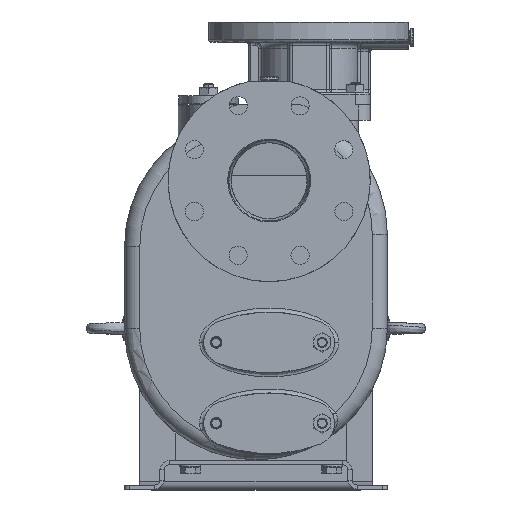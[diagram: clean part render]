
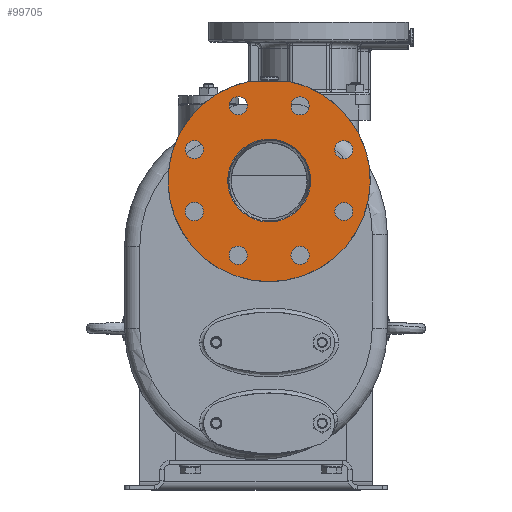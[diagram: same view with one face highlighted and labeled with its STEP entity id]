
A CAD part, top view. The second image highlights one B-rep face of the part: STEP entity #99705.
In plain terms, the highlighted planar face has unit normal (0, 0, 1).
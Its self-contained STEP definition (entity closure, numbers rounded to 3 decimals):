
#12998=DIRECTION('',(1.,0.,0.));
#12999=VECTOR('',#12998,39.799);
#13000=CARTESIAN_POINT('',(-6.9,373.,173.));
#13001=LINE('',#13000,#12999);
#13002=CARTESIAN_POINT('',(13.,275.,173.));
#13003=DIRECTION('',(0.,0.,1.));
#13004=DIRECTION('',(1.,0.,0.));
#13005=AXIS2_PLACEMENT_3D('',#13002,#13003,#13004);
#13007=CARTESIAN_POINT('',(13.,275.,173.));
#13008=DIRECTION('',(0.,0.,1.));
#13009=DIRECTION('',(-1.,0.,0.));
#13010=AXIS2_PLACEMENT_3D('',#13007,#13008,#13009);
#13012=CARTESIAN_POINT('',(86.91,305.615,173.));
#13013=DIRECTION('',(0.,0.,1.));
#13014=DIRECTION('',(1.,0.,0.));
#13015=AXIS2_PLACEMENT_3D('',#13012,#13013,#13014);
#13017=CARTESIAN_POINT('',(86.91,305.615,173.));
#13018=DIRECTION('',(0.,0.,1.));
#13019=DIRECTION('',(-1.,0.,0.));
#13020=AXIS2_PLACEMENT_3D('',#13017,#13018,#13019);
#13022=CARTESIAN_POINT('',(43.615,348.91,173.));
#13023=DIRECTION('',(0.,0.,1.));
#13024=DIRECTION('',(0.707,0.707,0.));
#13025=AXIS2_PLACEMENT_3D('',#13022,#13023,#13024);
#13027=CARTESIAN_POINT('',(43.615,348.91,173.));
#13028=DIRECTION('',(0.,0.,1.));
#13029=DIRECTION('',(-0.707,-0.707,0.));
#13030=AXIS2_PLACEMENT_3D('',#13027,#13028,#13029);
#13032=CARTESIAN_POINT('',(-17.615,348.91,173.));
#13033=DIRECTION('',(0.,0.,1.));
#13034=DIRECTION('',(0.,1.,0.));
#13035=AXIS2_PLACEMENT_3D('',#13032,#13033,#13034);
#13037=CARTESIAN_POINT('',(-17.615,348.91,173.));
#13038=DIRECTION('',(0.,0.,1.));
#13039=DIRECTION('',(0.,-1.,0.));
#13040=AXIS2_PLACEMENT_3D('',#13037,#13038,#13039);
#13042=CARTESIAN_POINT('',(-60.91,305.615,173.));
#13043=DIRECTION('',(0.,0.,1.));
#13044=DIRECTION('',(-0.707,0.707,0.));
#13045=AXIS2_PLACEMENT_3D('',#13042,#13043,#13044);
#13047=CARTESIAN_POINT('',(-60.91,305.615,173.));
#13048=DIRECTION('',(0.,0.,1.));
#13049=DIRECTION('',(0.707,-0.707,0.));
#13050=AXIS2_PLACEMENT_3D('',#13047,#13048,#13049);
#13052=CARTESIAN_POINT('',(-60.91,244.385,173.));
#13053=DIRECTION('',(0.,0.,1.));
#13054=DIRECTION('',(-1.,0.,0.));
#13055=AXIS2_PLACEMENT_3D('',#13052,#13053,#13054);
#13057=CARTESIAN_POINT('',(-60.91,244.385,173.));
#13058=DIRECTION('',(0.,0.,1.));
#13059=DIRECTION('',(1.,0.,0.));
#13060=AXIS2_PLACEMENT_3D('',#13057,#13058,#13059);
#13062=CARTESIAN_POINT('',(-17.615,201.09,173.));
#13063=DIRECTION('',(0.,0.,1.));
#13064=DIRECTION('',(-0.707,-0.707,0.));
#13065=AXIS2_PLACEMENT_3D('',#13062,#13063,#13064);
#13067=CARTESIAN_POINT('',(-17.615,201.09,173.));
#13068=DIRECTION('',(0.,0.,1.));
#13069=DIRECTION('',(0.707,0.707,0.));
#13070=AXIS2_PLACEMENT_3D('',#13067,#13068,#13069);
#13072=CARTESIAN_POINT('',(43.615,201.09,173.));
#13073=DIRECTION('',(0.,0.,1.));
#13074=DIRECTION('',(0.,-1.,0.));
#13075=AXIS2_PLACEMENT_3D('',#13072,#13073,#13074);
#13077=CARTESIAN_POINT('',(43.615,201.09,173.));
#13078=DIRECTION('',(0.,0.,1.));
#13079=DIRECTION('',(0.,1.,0.));
#13080=AXIS2_PLACEMENT_3D('',#13077,#13078,#13079);
#13082=CARTESIAN_POINT('',(86.91,244.385,173.));
#13083=DIRECTION('',(0.,0.,1.));
#13084=DIRECTION('',(0.707,-0.707,0.));
#13085=AXIS2_PLACEMENT_3D('',#13082,#13083,#13084);
#13087=CARTESIAN_POINT('',(86.91,244.385,173.));
#13088=DIRECTION('',(0.,0.,1.));
#13089=DIRECTION('',(-0.707,0.707,0.));
#13090=AXIS2_PLACEMENT_3D('',#13087,#13088,#13089);
#13101=CARTESIAN_POINT('',(13.,275.,173.));
#13102=DIRECTION('',(0.,0.,1.));
#13103=DIRECTION('',(-0.199,0.98,0.));
#13104=AXIS2_PLACEMENT_3D('',#13101,#13102,#13103);
#75594=CARTESIAN_POINT('',(-6.9,373.,173.));
#75595=CARTESIAN_POINT('',(32.9,373.,173.));
#75596=VERTEX_POINT('',#75594);
#75597=VERTEX_POINT('',#75595);
#75895=CARTESIAN_POINT('',(54.,275.,173.));
#75896=CARTESIAN_POINT('',(-28.,275.,173.));
#75897=VERTEX_POINT('',#75895);
#75898=VERTEX_POINT('',#75896);
#75901=CARTESIAN_POINT('',(95.91,305.615,173.));
#75902=CARTESIAN_POINT('',(77.91,305.615,173.));
#75903=VERTEX_POINT('',#75901);
#75904=VERTEX_POINT('',#75902);
#75909=CARTESIAN_POINT('',(49.979,355.274,173.));
#75910=CARTESIAN_POINT('',(37.251,342.546,173.));
#75911=VERTEX_POINT('',#75909);
#75912=VERTEX_POINT('',#75910);
#75917=CARTESIAN_POINT('',(-17.615,357.91,173.));
#75918=CARTESIAN_POINT('',(-17.615,339.91,173.));
#75919=VERTEX_POINT('',#75917);
#75920=VERTEX_POINT('',#75918);
#75925=CARTESIAN_POINT('',(-67.274,311.979,173.));
#75926=CARTESIAN_POINT('',(-54.546,299.251,173.));
#75927=VERTEX_POINT('',#75925);
#75928=VERTEX_POINT('',#75926);
#75933=CARTESIAN_POINT('',(-69.91,244.385,173.));
#75934=CARTESIAN_POINT('',(-51.91,244.385,173.));
#75935=VERTEX_POINT('',#75933);
#75936=VERTEX_POINT('',#75934);
#75941=CARTESIAN_POINT('',(-23.979,194.726,173.));
#75942=CARTESIAN_POINT('',(-11.251,207.454,173.));
#75943=VERTEX_POINT('',#75941);
#75944=VERTEX_POINT('',#75942);
#75949=CARTESIAN_POINT('',(43.615,192.09,173.));
#75950=CARTESIAN_POINT('',(43.615,210.09,173.));
#75951=VERTEX_POINT('',#75949);
#75952=VERTEX_POINT('',#75950);
#75957=CARTESIAN_POINT('',(93.274,238.021,173.));
#75958=CARTESIAN_POINT('',(80.546,250.749,173.));
#75959=VERTEX_POINT('',#75957);
#75960=VERTEX_POINT('',#75958);
#99642=CARTESIAN_POINT('',(13.,275.,173.));
#99643=DIRECTION('',(0.,0.,1.));
#99644=DIRECTION('',(0.,1.,0.));
#99645=AXIS2_PLACEMENT_3D('',#99642,#99643,#99644);
#99646=PLANE('',#99645);
#99647=ORIENTED_EDGE('',*,*,#97059,.T.);
#99649=ORIENTED_EDGE('',*,*,#99648,.F.);
#99650=EDGE_LOOP('',(#99647,#99649));
#99651=FACE_OUTER_BOUND('',#99650,.F.);
#99653=ORIENTED_EDGE('',*,*,#99652,.T.);
#99655=ORIENTED_EDGE('',*,*,#99654,.T.);
#99656=EDGE_LOOP('',(#99653,#99655));
#99657=FACE_BOUND('',#99656,.F.);
#99658=ORIENTED_EDGE('',*,*,#99632,.T.);
#99660=ORIENTED_EDGE('',*,*,#99659,.T.);
#99661=EDGE_LOOP('',(#99658,#99660));
#99662=FACE_BOUND('',#99661,.F.);
#99664=ORIENTED_EDGE('',*,*,#99663,.T.);
#99666=ORIENTED_EDGE('',*,*,#99665,.T.);
#99667=EDGE_LOOP('',(#99664,#99666));
#99668=FACE_BOUND('',#99667,.F.);
#99670=ORIENTED_EDGE('',*,*,#99669,.T.);
#99672=ORIENTED_EDGE('',*,*,#99671,.T.);
#99673=EDGE_LOOP('',(#99670,#99672));
#99674=FACE_BOUND('',#99673,.F.);
#99676=ORIENTED_EDGE('',*,*,#99675,.T.);
#99678=ORIENTED_EDGE('',*,*,#99677,.T.);
#99679=EDGE_LOOP('',(#99676,#99678));
#99680=FACE_BOUND('',#99679,.F.);
#99682=ORIENTED_EDGE('',*,*,#99681,.T.);
#99684=ORIENTED_EDGE('',*,*,#99683,.T.);
#99685=EDGE_LOOP('',(#99682,#99684));
#99686=FACE_BOUND('',#99685,.F.);
#99688=ORIENTED_EDGE('',*,*,#99687,.T.);
#99690=ORIENTED_EDGE('',*,*,#99689,.T.);
#99691=EDGE_LOOP('',(#99688,#99690));
#99692=FACE_BOUND('',#99691,.F.);
#99694=ORIENTED_EDGE('',*,*,#99693,.T.);
#99696=ORIENTED_EDGE('',*,*,#99695,.T.);
#99697=EDGE_LOOP('',(#99694,#99696));
#99698=FACE_BOUND('',#99697,.F.);
#99700=ORIENTED_EDGE('',*,*,#99699,.T.);
#99702=ORIENTED_EDGE('',*,*,#99701,.T.);
#99703=EDGE_LOOP('',(#99700,#99702));
#99704=FACE_BOUND('',#99703,.F.);
#99705=ADVANCED_FACE('',(#99651,#99657,#99662,#99668,#99674,#99680,#99686,
#99692,#99698,#99704),#99646,.T.);
#13006=CIRCLE('',#13005,41.);
#13011=CIRCLE('',#13010,41.);
#13016=CIRCLE('',#13015,9.);
#13021=CIRCLE('',#13020,9.);
#13026=CIRCLE('',#13025,9.);
#13031=CIRCLE('',#13030,9.);
#13036=CIRCLE('',#13035,9.);
#13041=CIRCLE('',#13040,9.);
#13046=CIRCLE('',#13045,9.);
#13051=CIRCLE('',#13050,9.);
#13056=CIRCLE('',#13055,9.);
#13061=CIRCLE('',#13060,9.);
#13066=CIRCLE('',#13065,9.);
#13071=CIRCLE('',#13070,9.);
#13076=CIRCLE('',#13075,9.);
#13081=CIRCLE('',#13080,9.);
#13086=CIRCLE('',#13085,9.);
#13091=CIRCLE('',#13090,9.);
#13105=CIRCLE('',#13104,100.);
#97059=EDGE_CURVE('',#75596,#75597,#13001,.T.);
#99632=EDGE_CURVE('',#75903,#75904,#13016,.T.);
#99648=EDGE_CURVE('',#75596,#75597,#13105,.T.);
#99652=EDGE_CURVE('',#75897,#75898,#13006,.T.);
#99654=EDGE_CURVE('',#75898,#75897,#13011,.T.);
#99659=EDGE_CURVE('',#75904,#75903,#13021,.T.);
#99663=EDGE_CURVE('',#75911,#75912,#13026,.T.);
#99665=EDGE_CURVE('',#75912,#75911,#13031,.T.);
#99669=EDGE_CURVE('',#75919,#75920,#13036,.T.);
#99671=EDGE_CURVE('',#75920,#75919,#13041,.T.);
#99675=EDGE_CURVE('',#75927,#75928,#13046,.T.);
#99677=EDGE_CURVE('',#75928,#75927,#13051,.T.);
#99681=EDGE_CURVE('',#75935,#75936,#13056,.T.);
#99683=EDGE_CURVE('',#75936,#75935,#13061,.T.);
#99687=EDGE_CURVE('',#75943,#75944,#13066,.T.);
#99689=EDGE_CURVE('',#75944,#75943,#13071,.T.);
#99693=EDGE_CURVE('',#75951,#75952,#13076,.T.);
#99695=EDGE_CURVE('',#75952,#75951,#13081,.T.);
#99699=EDGE_CURVE('',#75959,#75960,#13086,.T.);
#99701=EDGE_CURVE('',#75960,#75959,#13091,.T.);
